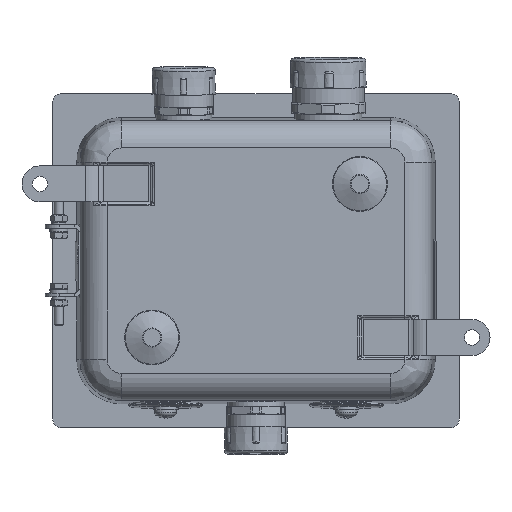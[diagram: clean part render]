
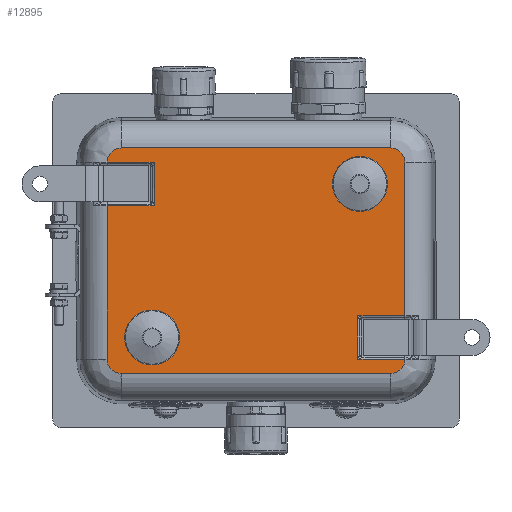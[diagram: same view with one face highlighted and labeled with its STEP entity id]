
A CAD part, front view. The second image highlights one B-rep face of the part: STEP entity #12895.
In plain terms, the highlighted planar face has unit normal (0, -1, 0).
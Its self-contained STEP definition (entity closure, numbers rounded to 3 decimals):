
#1589=FACE_BOUND('',#4543,.T.);
#1590=FACE_BOUND('',#4544,.T.);
#2422=LINE('',#22750,#3078);
#2444=LINE('',#22845,#3100);
#2445=LINE('',#22847,#3101);
#2446=LINE('',#22848,#3102);
#2447=LINE('',#22852,#3103);
#2448=LINE('',#22856,#3104);
#2449=LINE('',#22858,#3105);
#2450=LINE('',#22860,#3106);
#2451=LINE('',#22862,#3107);
#2452=LINE('',#22866,#3108);
#3078=VECTOR('',#17186,10.);
#3100=VECTOR('',#17304,10.);
#3101=VECTOR('',#17305,10.);
#3102=VECTOR('',#17306,10.);
#3103=VECTOR('',#17309,10.);
#3104=VECTOR('',#17312,10.);
#3105=VECTOR('',#17313,10.);
#3106=VECTOR('',#17314,10.);
#3107=VECTOR('',#17315,10.);
#3108=VECTOR('',#17318,10.);
#3749=FACE_OUTER_BOUND('',#4542,.T.);
#4542=EDGE_LOOP('',(#11426,#11427,#11428,#11429,#11430,#11431,#11432,#11433,
#11434,#11435,#11436,#11437,#11438,#11439));
#4543=EDGE_LOOP('',(#11440));
#4544=EDGE_LOOP('',(#11441));
#5249=CIRCLE('',#14231,15.194);
#5251=CIRCLE('',#14235,7.896);
#5252=CIRCLE('',#14236,7.896);
#5253=CIRCLE('',#14237,7.896);
#5254=CIRCLE('',#14238,7.896);
#5255=CIRCLE('',#14239,15.194);
#6369=VERTEX_POINT('',#22747);
#6370=VERTEX_POINT('',#22749);
#6392=VERTEX_POINT('',#22835);
#6394=VERTEX_POINT('',#22843);
#6395=VERTEX_POINT('',#22844);
#6396=VERTEX_POINT('',#22846);
#6397=VERTEX_POINT('',#22849);
#6398=VERTEX_POINT('',#22851);
#6399=VERTEX_POINT('',#22853);
#6400=VERTEX_POINT('',#22855);
#6401=VERTEX_POINT('',#22857);
#6402=VERTEX_POINT('',#22859);
#6403=VERTEX_POINT('',#22861);
#6404=VERTEX_POINT('',#22863);
#6405=VERTEX_POINT('',#22865);
#6406=VERTEX_POINT('',#22868);
#8061=EDGE_CURVE('',#6369,#6370,#2422,.T.);
#8104=EDGE_CURVE('',#6392,#6392,#5249,.T.);
#8107=EDGE_CURVE('',#6394,#6395,#2444,.T.);
#8108=EDGE_CURVE('',#6396,#6395,#2445,.T.);
#8109=EDGE_CURVE('',#6370,#6396,#2446,.T.);
#8110=EDGE_CURVE('',#6397,#6369,#5251,.T.);
#8111=EDGE_CURVE('',#6398,#6397,#2447,.T.);
#8112=EDGE_CURVE('',#6399,#6398,#5252,.T.);
#8113=EDGE_CURVE('',#6400,#6399,#2448,.T.);
#8114=EDGE_CURVE('',#6401,#6400,#2449,.T.);
#8115=EDGE_CURVE('',#6401,#6402,#2450,.T.);
#8116=EDGE_CURVE('',#6403,#6402,#2451,.T.);
#8117=EDGE_CURVE('',#6404,#6403,#5253,.T.);
#8118=EDGE_CURVE('',#6405,#6404,#2452,.T.);
#8119=EDGE_CURVE('',#6394,#6405,#5254,.T.);
#8120=EDGE_CURVE('',#6406,#6406,#5255,.T.);
#11426=ORIENTED_EDGE('',*,*,#8107,.T.);
#11427=ORIENTED_EDGE('',*,*,#8108,.F.);
#11428=ORIENTED_EDGE('',*,*,#8109,.F.);
#11429=ORIENTED_EDGE('',*,*,#8061,.F.);
#11430=ORIENTED_EDGE('',*,*,#8110,.F.);
#11431=ORIENTED_EDGE('',*,*,#8111,.F.);
#11432=ORIENTED_EDGE('',*,*,#8112,.F.);
#11433=ORIENTED_EDGE('',*,*,#8113,.F.);
#11434=ORIENTED_EDGE('',*,*,#8114,.F.);
#11435=ORIENTED_EDGE('',*,*,#8115,.T.);
#11436=ORIENTED_EDGE('',*,*,#8116,.F.);
#11437=ORIENTED_EDGE('',*,*,#8117,.F.);
#11438=ORIENTED_EDGE('',*,*,#8118,.F.);
#11439=ORIENTED_EDGE('',*,*,#8119,.F.);
#11440=ORIENTED_EDGE('',*,*,#8120,.F.);
#11441=ORIENTED_EDGE('',*,*,#8104,.F.);
#12297=PLANE('',#14234);
#12895=ADVANCED_FACE('',(#3749,#1589,#1590),#12297,.T.);
#14231=AXIS2_PLACEMENT_3D('',#22837,#17295,#17296);
#14234=AXIS2_PLACEMENT_3D('',#22842,#17302,#17303);
#14235=AXIS2_PLACEMENT_3D('',#22850,#17307,#17308);
#14236=AXIS2_PLACEMENT_3D('',#22854,#17310,#17311);
#14237=AXIS2_PLACEMENT_3D('',#22864,#17316,#17317);
#14238=AXIS2_PLACEMENT_3D('',#22867,#17319,#17320);
#14239=AXIS2_PLACEMENT_3D('',#22869,#17321,#17322);
#17186=DIRECTION('',(0.,0.,-1.));
#17295=DIRECTION('center_axis',(0.,-1.,0.));
#17296=DIRECTION('ref_axis',(1.,0.,0.));
#17302=DIRECTION('center_axis',(0.,-1.,0.));
#17303=DIRECTION('ref_axis',(-1.,0.,0.));
#17304=DIRECTION('',(-1.,0.,0.));
#17305=DIRECTION('',(0.,0.,-1.));
#17306=DIRECTION('',(-1.,0.,0.));
#17307=DIRECTION('center_axis',(0.,1.,0.));
#17308=DIRECTION('ref_axis',(0.707,0.,0.707));
#17309=DIRECTION('',(1.,0.,0.));
#17310=DIRECTION('center_axis',(0.,1.,0.));
#17311=DIRECTION('ref_axis',(-0.707,0.,0.707));
#17312=DIRECTION('',(-1.,0.,0.));
#17313=DIRECTION('',(0.,0.,1.));
#17314=DIRECTION('',(-1.,0.,0.));
#17315=DIRECTION('',(0.,0.,1.));
#17316=DIRECTION('center_axis',(0.,1.,0.));
#17317=DIRECTION('ref_axis',(-0.707,0.,-0.707));
#17318=DIRECTION('',(-1.,0.,0.));
#17319=DIRECTION('center_axis',(0.,1.,0.));
#17320=DIRECTION('ref_axis',(0.707,0.,-0.707));
#17321=DIRECTION('center_axis',(0.,-1.,0.));
#17322=DIRECTION('ref_axis',(1.,0.,0.));
#22747=CARTESIAN_POINT('',(82.396,4.,54.5));
#22749=CARTESIAN_POINT('',(82.396,4.,-30.5));
#22750=CARTESIAN_POINT('',(82.396,4.,27.25));
#22835=CARTESIAN_POINT('',(-72.69,4.,-42.5));
#22837=CARTESIAN_POINT('Origin',(-57.496,4.,-42.5));
#22842=CARTESIAN_POINT('Origin',(0.,4.,
0.));
#22843=CARTESIAN_POINT('',(82.396,4.,-54.5));
#22844=CARTESIAN_POINT('',(56.396,4.,-54.5));
#22845=CARTESIAN_POINT('',(28.698,4.,-54.5));
#22846=CARTESIAN_POINT('',(56.396,4.,-30.5));
#22847=CARTESIAN_POINT('',(56.396,4.,-15.75));
#22848=CARTESIAN_POINT('',(53.698,4.,-30.5));
#22849=CARTESIAN_POINT('',(74.5,4.,62.396));
#22850=CARTESIAN_POINT('Origin',(74.5,4.,54.5));
#22851=CARTESIAN_POINT('',(-74.5,4.,62.396));
#22852=CARTESIAN_POINT('',(-37.25,4.,62.396));
#22853=CARTESIAN_POINT('',(-82.396,4.,54.5));
#22854=CARTESIAN_POINT('Origin',(-74.5,4.,54.5));
#22855=CARTESIAN_POINT('',(-56.396,4.,54.5));
#22856=CARTESIAN_POINT('',(-28.698,4.,54.5));
#22857=CARTESIAN_POINT('',(-56.396,4.,30.5));
#22858=CARTESIAN_POINT('',(-56.396,4.,15.75));
#22859=CARTESIAN_POINT('',(-82.396,4.,30.5));
#22860=CARTESIAN_POINT('',(-53.698,4.,30.5));
#22861=CARTESIAN_POINT('',(-82.396,4.,-54.5));
#22862=CARTESIAN_POINT('',(-82.396,4.,-27.25));
#22863=CARTESIAN_POINT('',(-74.5,4.,-62.396));
#22864=CARTESIAN_POINT('Origin',(-74.5,4.,-54.5));
#22865=CARTESIAN_POINT('',(74.5,4.,-62.396));
#22866=CARTESIAN_POINT('',(37.25,4.,-62.396));
#22867=CARTESIAN_POINT('Origin',(74.5,4.,-54.5));
#22868=CARTESIAN_POINT('',(42.301,4.,42.5));
#22869=CARTESIAN_POINT('Origin',(57.496,4.,42.5));
